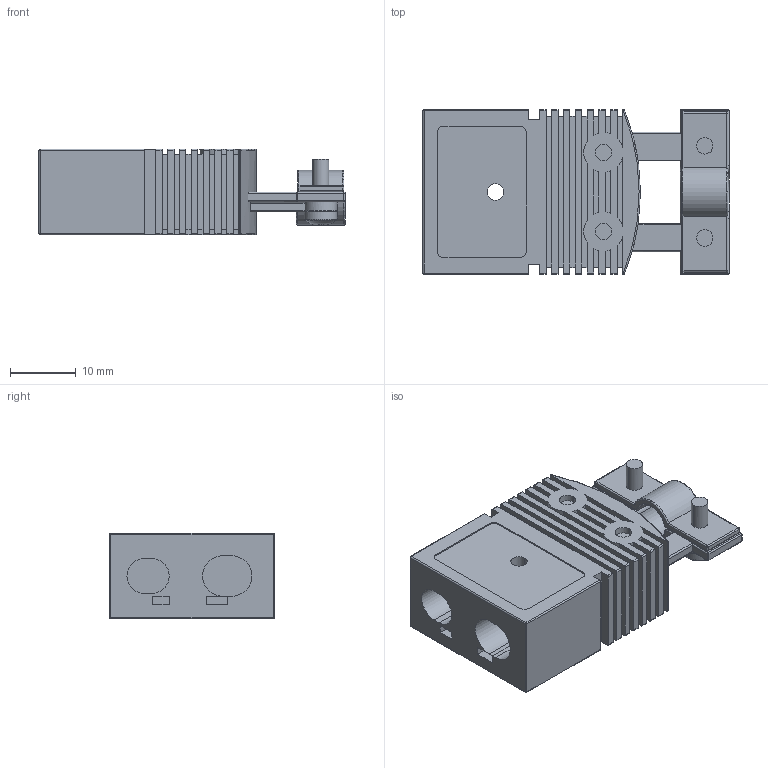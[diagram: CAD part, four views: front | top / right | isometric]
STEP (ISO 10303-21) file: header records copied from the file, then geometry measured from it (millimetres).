
FILE_DESCRIPTION (( 'STEP AP203' ), '1' );
FILE_NAME ('Ðîçåòêà ñòàíäàðò.STEP', '2025-02-04T14:06:24', ( '' ), ( '' ), 'SwSTEP 2.0', 'SolidWorks 2019', '' );
FILE_SCHEMA (( 'CONFIG_CONTROL_DESIGN' ));
Length unit declared in the file: millimetre
Products named in the file (4): êðûøêà; pan head cross recess screw_iso_ISO 7045 - M2.5 x 8 - Z --- 8N; Ðîçåòêà standart; Ðîçåòêà ñòàíäàðò
Assembly tree (6 placements, depth 2):
  Ðîçåòêà ñòàíäàðò
    Ðîçåòêà standart
    êðûøêà
    pan head cross recess screw_iso_ISO 7045 - M2.5 x 8 - Z --- 8N  x4
Bounding box: 46.46 x 25 x 13 mm (x, y, z)
Volume: 9558.3 mm3; surface area: 6633.4 mm2
Topology: 6 solids, 6 shells, 562 faces, 1434 edges, 875 vertices
Faces by surface type: plane 287, cylinder 162, cone 44, torus 41, sphere 28
Entity records: 13966 total; most frequent: CARTESIAN_POINT 2728, DIRECTION 2283, ORIENTED_EDGE 2232, EDGE_CURVE 1116, AXIS2_PLACEMENT_3D 788, VECTOR 707, LINE 707, VERTEX_POINT 703
